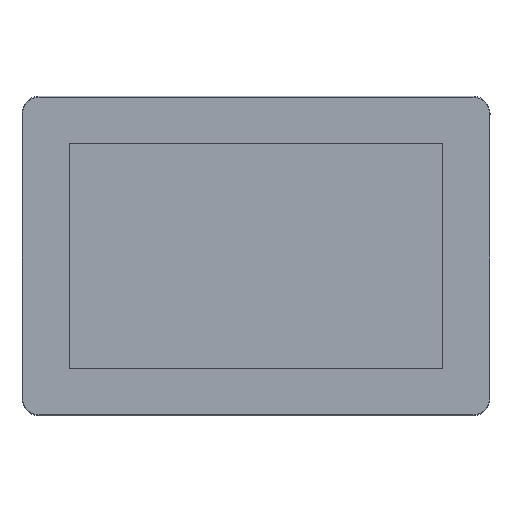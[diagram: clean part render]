
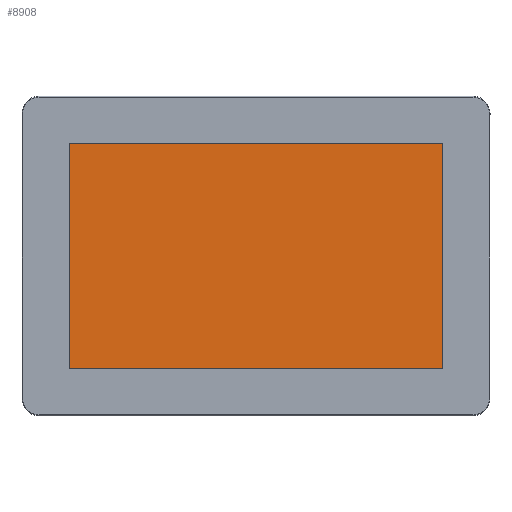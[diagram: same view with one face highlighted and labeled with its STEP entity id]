
A CAD part, top view. The second image highlights one B-rep face of the part: STEP entity #8908.
In plain terms, the highlighted planar face has unit normal (0, 0, 1).
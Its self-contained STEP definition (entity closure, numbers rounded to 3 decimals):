
#474=PLANE('',#9682);
#900=FACE_OUTER_BOUND('',#1363,.T.);
#1363=EDGE_LOOP('',(#7571,#7572,#7573,#7574));
#2238=LINE('',#13810,#3367);
#2242=LINE('',#13818,#3371);
#2245=LINE('',#13824,#3374);
#2248=LINE('',#13829,#3377);
#3367=VECTOR('',#11322,10.);
#3371=VECTOR('',#11328,10.);
#3374=VECTOR('',#11333,10.);
#3377=VECTOR('',#11338,10.);
#4436=VERTEX_POINT('',#13808);
#4437=VERTEX_POINT('',#13809);
#4440=VERTEX_POINT('',#13817);
#4442=VERTEX_POINT('',#13823);
#5530=EDGE_CURVE('',#4436,#4437,#2238,.T.);
#5534=EDGE_CURVE('',#4437,#4440,#2242,.T.);
#5537=EDGE_CURVE('',#4440,#4442,#2245,.T.);
#5540=EDGE_CURVE('',#4442,#4436,#2248,.T.);
#7571=ORIENTED_EDGE('',*,*,#5540,.T.);
#7572=ORIENTED_EDGE('',*,*,#5530,.T.);
#7573=ORIENTED_EDGE('',*,*,#5534,.T.);
#7574=ORIENTED_EDGE('',*,*,#5537,.T.);
#8908=ADVANCED_FACE('',(#900),#474,.T.);
#9682=AXIS2_PLACEMENT_3D('',#13831,#11340,#11341);
#11322=DIRECTION('',(1.,0.,0.));
#11328=DIRECTION('',(0.,1.,0.));
#11333=DIRECTION('',(-1.,0.,0.));
#11338=DIRECTION('',(0.,-1.,0.));
#11340=DIRECTION('center_axis',(0.,0.,1.));
#11341=DIRECTION('ref_axis',(1.,0.,0.));
#13808=CARTESIAN_POINT('',(-54.3,-32.7,1.1));
#13809=CARTESIAN_POINT('',(54.3,-32.7,1.1));
#13810=CARTESIAN_POINT('',(-54.3,-32.7,1.1));
#13817=CARTESIAN_POINT('',(54.3,32.7,1.1));
#13818=CARTESIAN_POINT('',(54.3,-32.7,1.1));
#13823=CARTESIAN_POINT('',(-54.3,32.7,1.1));
#13824=CARTESIAN_POINT('',(54.3,32.7,1.1));
#13829=CARTESIAN_POINT('',(-54.3,32.7,1.1));
#13831=CARTESIAN_POINT('Origin',(0.,0.,
1.1));
